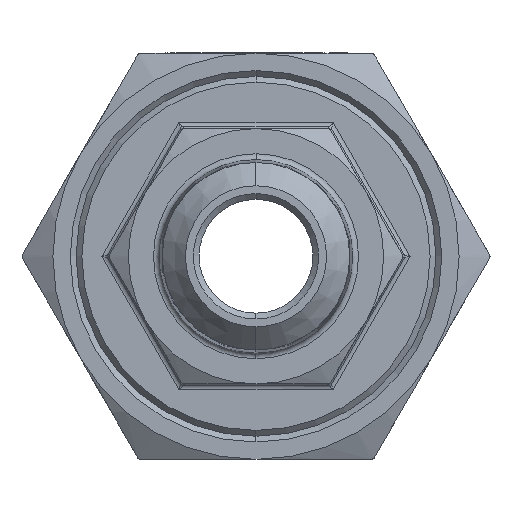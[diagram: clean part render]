
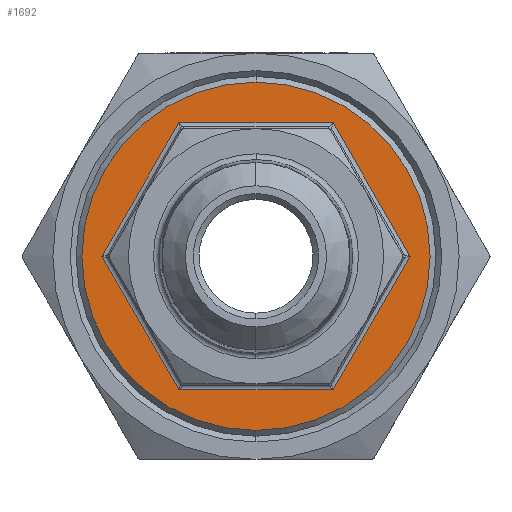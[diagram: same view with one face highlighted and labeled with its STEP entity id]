
A CAD part, left-side view. The second image highlights one B-rep face of the part: STEP entity #1692.
In plain terms, the highlighted planar face has unit normal (-1, 0, 0).
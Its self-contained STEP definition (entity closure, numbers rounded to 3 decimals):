
#421 = ORIENTED_EDGE ( 'NONE', *, *, #5543, .F. ) ;
#538 = DIRECTION ( 'NONE',  ( 0., 0., 1. ) ) ;
#652 = EDGE_CURVE ( 'NONE', #1455, #15934, #5199, .T. ) ;
#672 = VECTOR ( 'NONE', #13883, 1000. ) ;
#736 = DIRECTION ( 'NONE',  ( 0., -0.5, 0.866 ) ) ;
#796 = DIRECTION ( 'NONE',  ( 1., 0., 0. ) ) ;
#942 = CARTESIAN_POINT ( 'NONE',  ( -7., 6.64, -11.5 ) ) ;
#963 = EDGE_CURVE ( 'NONE', #17627, #10483, #13480, .T. ) ;
#1065 = CARTESIAN_POINT ( 'NONE',  ( -7., 6.64, 11.5 ) ) ;
#1448 = CARTESIAN_POINT ( 'NONE',  ( -7., 0., -15. ) ) ;
#1455 = VERTEX_POINT ( 'NONE', #1448 ) ;
#1692 = ADVANCED_FACE ( 'NONE', ( #6576, #15987 ), #3428, .F. ) ;
#2013 = EDGE_LOOP ( 'NONE', ( #10858, #17001, #15359, #421, #3177, #4659 ) ) ;
#2191 = DIRECTION ( 'NONE',  ( 0., -1., 0. ) ) ;
#2214 = CIRCLE ( 'NONE', #10976, 15. ) ;
#3177 = ORIENTED_EDGE ( 'NONE', *, *, #3446, .F. ) ;
#3289 = CARTESIAN_POINT ( 'NONE',  ( -7., -11.547, 3. ) ) ;
#3428 = PLANE ( 'NONE',  #7476 ) ;
#3446 = EDGE_CURVE ( 'NONE', #10905, #8749, #9935, .T. ) ;
#4367 = CARTESIAN_POINT ( 'NONE',  ( -7., 11.547, -3. ) ) ;
#4624 = DIRECTION ( 'NONE',  ( 0., 0., 1. ) ) ;
#4659 = ORIENTED_EDGE ( 'NONE', *, *, #15209, .F. ) ;
#5043 = EDGE_CURVE ( 'NONE', #8606, #17068, #17145, .T. ) ;
#5199 = CIRCLE ( 'NONE', #7435, 15. ) ;
#5228 = CARTESIAN_POINT ( 'NONE',  ( -7., -13.279, 0. ) ) ;
#5323 = EDGE_LOOP ( 'NONE', ( #16183, #17222 ) ) ;
#5488 = LINE ( 'NONE', #9511, #15958 ) ;
#5543 = EDGE_CURVE ( 'NONE', #8749, #8606, #15186, .T. ) ;
#5812 = VECTOR ( 'NONE', #12815, 1000. ) ;
#6011 = VECTOR ( 'NONE', #2191, 1000. ) ;
#6060 = DIRECTION ( 'NONE',  ( -1., 0., 0. ) ) ;
#6262 = CARTESIAN_POINT ( 'NONE',  ( -7., -8.372, -8.5 ) ) ;
#6576 = FACE_OUTER_BOUND ( 'NONE', #5323, .T. ) ;
#7435 = AXIS2_PLACEMENT_3D ( 'NONE', #16926, #8733, #538 ) ;
#7476 = AXIS2_PLACEMENT_3D ( 'NONE', #14606, #796, #10397 ) ;
#7531 = VECTOR ( 'NONE', #12024, 1000. ) ;
#8606 = VERTEX_POINT ( 'NONE', #9980 ) ;
#8733 = DIRECTION ( 'NONE',  ( -1., 0., 0. ) ) ;
#8749 = VERTEX_POINT ( 'NONE', #5228 ) ;
#9511 = CARTESIAN_POINT ( 'NONE',  ( -7., 8.372, 8.5 ) ) ;
#9935 = LINE ( 'NONE', #6262, #14420 ) ;
#9980 = CARTESIAN_POINT ( 'NONE',  ( -7., -6.64, 11.5 ) ) ;
#10397 = DIRECTION ( 'NONE',  ( 0., 1., 0. ) ) ;
#10471 = CARTESIAN_POINT ( 'NONE',  ( -7., 13.279, 0. ) ) ;
#10483 = VERTEX_POINT ( 'NONE', #942 ) ;
#10858 = ORIENTED_EDGE ( 'NONE', *, *, #963, .F. ) ;
#10905 = VERTEX_POINT ( 'NONE', #11424 ) ;
#10976 = AXIS2_PLACEMENT_3D ( 'NONE', #12806, #6060, #4624 ) ;
#11179 = CARTESIAN_POINT ( 'NONE',  ( -7., 0., 15. ) ) ;
#11320 = EDGE_CURVE ( 'NONE', #17068, #17627, #5488, .T. ) ;
#11424 = CARTESIAN_POINT ( 'NONE',  ( -7., -6.64, -11.5 ) ) ;
#11534 = EDGE_CURVE ( 'NONE', #15934, #1455, #2214, .T. ) ;
#11968 = CARTESIAN_POINT ( 'NONE',  ( -7., -3.175, 11.5 ) ) ;
#12024 = DIRECTION ( 'NONE',  ( 0., 1., 0. ) ) ;
#12806 = CARTESIAN_POINT ( 'NONE',  ( -7., 0., 0. ) ) ;
#12815 = DIRECTION ( 'NONE',  ( 0., 0.5, 0.866 ) ) ;
#13450 = LINE ( 'NONE', #15976, #6011 ) ;
#13480 = LINE ( 'NONE', #4367, #672 ) ;
#13551 = DIRECTION ( 'NONE',  ( 0., 0.5, -0.866 ) ) ;
#13883 = DIRECTION ( 'NONE',  ( 0., -0.5, -0.866 ) ) ;
#14420 = VECTOR ( 'NONE', #736, 1000. ) ;
#14606 = CARTESIAN_POINT ( 'NONE',  ( -7., 0., 0. ) ) ;
#15186 = LINE ( 'NONE', #3289, #5812 ) ;
#15209 = EDGE_CURVE ( 'NONE', #10483, #10905, #13450, .T. ) ;
#15359 = ORIENTED_EDGE ( 'NONE', *, *, #5043, .F. ) ;
#15934 = VERTEX_POINT ( 'NONE', #11179 ) ;
#15958 = VECTOR ( 'NONE', #13551, 1000. ) ;
#15976 = CARTESIAN_POINT ( 'NONE',  ( -7., 3.175, -11.5 ) ) ;
#15987 = FACE_BOUND ( 'NONE', #2013, .T. ) ;
#16183 = ORIENTED_EDGE ( 'NONE', *, *, #11534, .T. ) ;
#16926 = CARTESIAN_POINT ( 'NONE',  ( -7., 0., 0. ) ) ;
#17001 = ORIENTED_EDGE ( 'NONE', *, *, #11320, .F. ) ;
#17068 = VERTEX_POINT ( 'NONE', #1065 ) ;
#17145 = LINE ( 'NONE', #11968, #7531 ) ;
#17222 = ORIENTED_EDGE ( 'NONE', *, *, #652, .T. ) ;
#17627 = VERTEX_POINT ( 'NONE', #10471 ) ;
